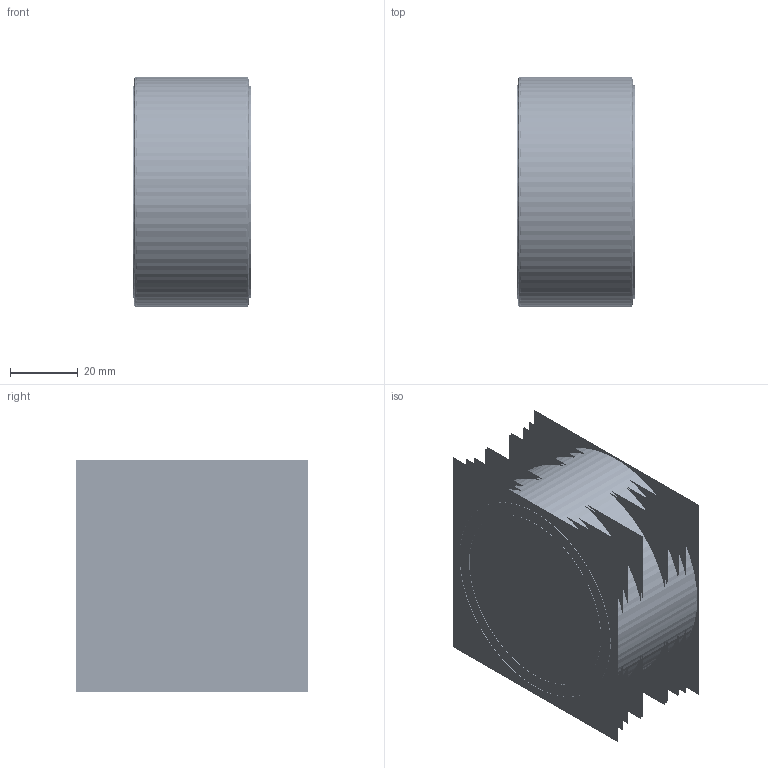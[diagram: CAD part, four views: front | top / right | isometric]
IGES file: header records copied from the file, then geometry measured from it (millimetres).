
Start section:  PTC IGES file: fpd463m.igs
Global section: file name: fpd463m.igs; native system: Creo Parametric by Parametric Technology Corporation; preprocessor: 2013150; author: sales 4; organization: Unknown; date: 20140325.144643; units: millimetre
Bounding box: 34.64 x 68.64 x 68.66 mm (x, y, z)
Volume: 46244.5 mm3; surface area: 721570.6 mm2
Topology: 68 solids, 68 shells, 7086 faces, 37000 edges, 46352 vertices
Faces by surface type: bspline 4158, revolution 2928
